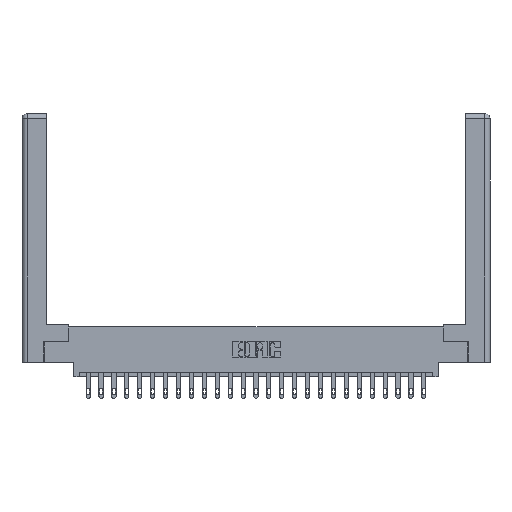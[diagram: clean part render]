
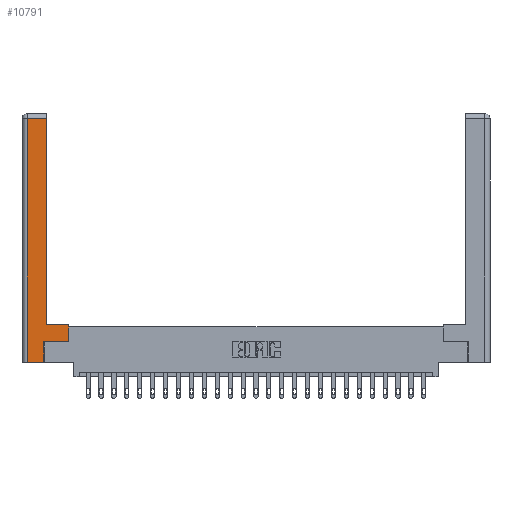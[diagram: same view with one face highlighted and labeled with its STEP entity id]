
A CAD part, top view. The second image highlights one B-rep face of the part: STEP entity #10791.
In plain terms, the highlighted planar face has unit normal (0, 0, 1).
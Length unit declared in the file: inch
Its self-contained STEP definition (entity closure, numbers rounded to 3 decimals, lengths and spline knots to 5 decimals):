
#464 = LINE ( 'NONE', #23720, #22344 ) ;
#578 = CARTESIAN_POINT ( 'NONE',  ( 0.565, 0.45, 0. ) ) ;
#623 = VERTEX_POINT ( 'NONE', #1693 ) ;
#796 = EDGE_LOOP ( 'NONE', ( #14986, #17122, #17697, #24358, #1488, #19156, #21061, #9594 ) ) ;
#865 = CARTESIAN_POINT ( 'NONE',  ( 0.295, 3., 0. ) ) ;
#879 = EDGE_CURVE ( 'NONE', #623, #4592, #22038, .T. ) ;
#1488 = ORIENTED_EDGE ( 'NONE', *, *, #879, .T. ) ;
#1693 = CARTESIAN_POINT ( 'NONE',  ( 0.265, 0., 0. ) ) ;
#2030 = VECTOR ( 'NONE', #10177, 39.37008 ) ;
#2047 = EDGE_CURVE ( 'NONE', #4592, #13958, #14180, .T. ) ;
#2298 = VERTEX_POINT ( 'NONE', #578 ) ;
#2582 = CARTESIAN_POINT ( 'NONE',  ( 0.295, 2.94, 0. ) ) ;
#2638 = DIRECTION ( 'NONE',  ( 0., 0., -1. ) ) ;
#2762 = CARTESIAN_POINT ( 'NONE',  ( 0.0615, 0., 0. ) ) ;
#2804 = VERTEX_POINT ( 'NONE', #2762 ) ;
#3586 = VERTEX_POINT ( 'NONE', #2582 ) ;
#4146 = DIRECTION ( 'NONE',  ( -1., 0., 0. ) ) ;
#4351 = EDGE_CURVE ( 'NONE', #2298, #19203, #464, .T. ) ;
#4592 = VERTEX_POINT ( 'NONE', #8738 ) ;
#4775 = VECTOR ( 'NONE', #6165, 39.37008 ) ;
#5162 = VECTOR ( 'NONE', #20533, 39.37008 ) ;
#6165 = DIRECTION ( 'NONE',  ( 0., 1., 0. ) ) ;
#6291 = PLANE ( 'NONE',  #7502 ) ;
#6594 = VECTOR ( 'NONE', #10996, 39.37008 ) ;
#6959 = VECTOR ( 'NONE', #15022, 39.37008 ) ;
#7237 = LINE ( 'NONE', #8983, #6594 ) ;
#7300 = CARTESIAN_POINT ( 'NONE',  ( 0.0615, 0., 0. ) ) ;
#7502 = AXIS2_PLACEMENT_3D ( 'NONE', #10543, #2638, #12436 ) ;
#7943 = FACE_OUTER_BOUND ( 'NONE', #796, .T. ) ;
#7998 = EDGE_CURVE ( 'NONE', #13958, #2298, #19613, .T. ) ;
#8738 = CARTESIAN_POINT ( 'NONE',  ( 0.265, 0.245, 0. ) ) ;
#8790 = CARTESIAN_POINT ( 'NONE',  ( 0.565, 0.45, 0. ) ) ;
#8983 = CARTESIAN_POINT ( 'NONE',  ( 0.265, 0., 0. ) ) ;
#9594 = ORIENTED_EDGE ( 'NONE', *, *, #4351, .T. ) ;
#9625 = EDGE_CURVE ( 'NONE', #2804, #623, #7237, .T. ) ;
#10056 = VECTOR ( 'NONE', #10781, 39.37008 ) ;
#10177 = DIRECTION ( 'NONE',  ( -1., 0., 0. ) ) ;
#10354 = EDGE_CURVE ( 'NONE', #22620, #2804, #21168, .T. ) ;
#10543 = CARTESIAN_POINT ( 'NONE',  ( 0., 0., 0. ) ) ;
#10781 = DIRECTION ( 'NONE',  ( 0., 1., 0. ) ) ;
#10791 = ADVANCED_FACE ( 'NONE', ( #7943 ), #6291, .F. ) ;
#10996 = DIRECTION ( 'NONE',  ( 1., 0., 0. ) ) ;
#11034 = LINE ( 'NONE', #21955, #2030 ) ;
#12436 = DIRECTION ( 'NONE',  ( -1., 0., 0. ) ) ;
#12793 = DIRECTION ( 'NONE',  ( 1., 0., 0. ) ) ;
#13958 = VERTEX_POINT ( 'NONE', #18438 ) ;
#14180 = LINE ( 'NONE', #14575, #15099 ) ;
#14575 = CARTESIAN_POINT ( 'NONE',  ( 0.565, 0.245, 0. ) ) ;
#14986 = ORIENTED_EDGE ( 'NONE', *, *, #20897, .T. ) ;
#15022 = DIRECTION ( 'NONE',  ( 0., -1., 0. ) ) ;
#15099 = VECTOR ( 'NONE', #12793, 39.37008 ) ;
#16877 = CARTESIAN_POINT ( 'NONE',  ( 0.295, 0.45, 0. ) ) ;
#17122 = ORIENTED_EDGE ( 'NONE', *, *, #19459, .T. ) ;
#17697 = ORIENTED_EDGE ( 'NONE', *, *, #10354, .T. ) ;
#18438 = CARTESIAN_POINT ( 'NONE',  ( 0.565, 0.245, 0. ) ) ;
#19156 = ORIENTED_EDGE ( 'NONE', *, *, #2047, .T. ) ;
#19203 = VERTEX_POINT ( 'NONE', #16877 ) ;
#19459 = EDGE_CURVE ( 'NONE', #3586, #22620, #11034, .T. ) ;
#19613 = LINE ( 'NONE', #8790, #10056 ) ;
#20533 = DIRECTION ( 'NONE',  ( 0., 1., 0. ) ) ;
#20897 = EDGE_CURVE ( 'NONE', #19203, #3586, #24642, .T. ) ;
#21061 = ORIENTED_EDGE ( 'NONE', *, *, #7998, .T. ) ;
#21168 = LINE ( 'NONE', #7300, #6959 ) ;
#21603 = CARTESIAN_POINT ( 'NONE',  ( 0.0615, 2.94, 0. ) ) ;
#21955 = CARTESIAN_POINT ( 'NONE',  ( 0.0615, 2.94, 0. ) ) ;
#22038 = LINE ( 'NONE', #23832, #4775 ) ;
#22344 = VECTOR ( 'NONE', #4146, 39.37008 ) ;
#22620 = VERTEX_POINT ( 'NONE', #21603 ) ;
#23720 = CARTESIAN_POINT ( 'NONE',  ( 0.295, 0.45, 0. ) ) ;
#23832 = CARTESIAN_POINT ( 'NONE',  ( 0.265, 0.245, 0. ) ) ;
#24358 = ORIENTED_EDGE ( 'NONE', *, *, #9625, .T. ) ;
#24642 = LINE ( 'NONE', #865, #5162 ) ;
